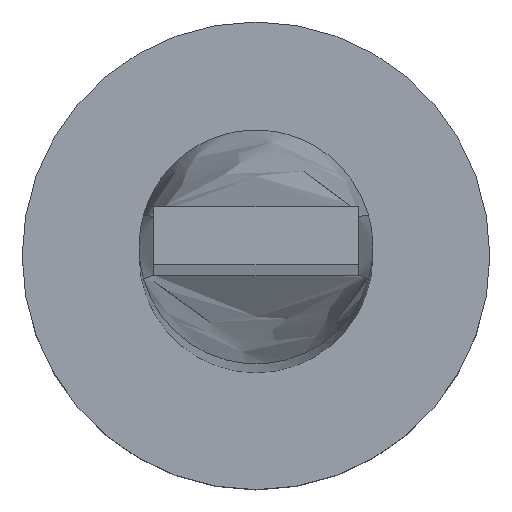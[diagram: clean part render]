
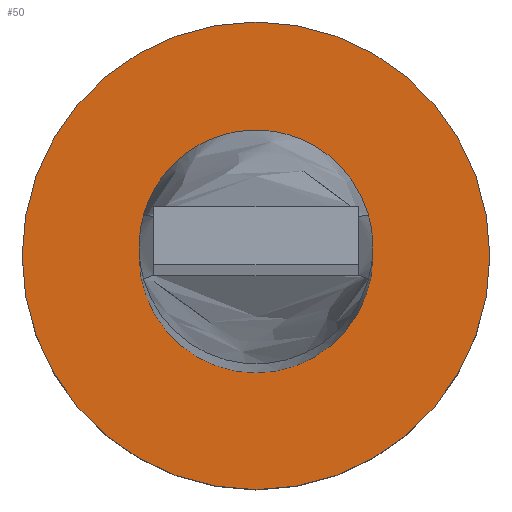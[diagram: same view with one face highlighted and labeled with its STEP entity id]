
A CAD part, top view. The second image highlights one B-rep face of the part: STEP entity #50.
In plain terms, the highlighted planar face has unit normal (0, 0, 1).
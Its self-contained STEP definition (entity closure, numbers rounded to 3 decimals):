
#12 = DIRECTION ( 'NONE',  ( 0., 0., 1. ) ) ;
#41 = ORIENTED_EDGE ( 'NONE', *, *, #71, .T. ) ;
#47 = CARTESIAN_POINT ( 'NONE',  ( -2., 0., 3. ) ) ;
#50 = ADVANCED_FACE ( 'NONE', ( #538, #365 ), #498, .T. ) ;
#66 = DIRECTION ( 'NONE',  ( 1., 0., 0. ) ) ;
#71 = EDGE_CURVE ( 'NONE', #408, #87, #81, .T. ) ;
#81 = CIRCLE ( 'NONE', #563, 4. ) ;
#85 = CIRCLE ( 'NONE', #565, 2. ) ;
#87 = VERTEX_POINT ( 'NONE', #571 ) ;
#110 = CIRCLE ( 'NONE', #491, 4. ) ;
#135 = EDGE_LOOP ( 'NONE', ( #537, #165 ) ) ;
#143 = DIRECTION ( 'NONE',  ( 0., 0., 1. ) ) ;
#159 = ORIENTED_EDGE ( 'NONE', *, *, #559, .T. ) ;
#165 = ORIENTED_EDGE ( 'NONE', *, *, #500, .F. ) ;
#188 = CARTESIAN_POINT ( 'NONE',  ( 0., 0., 3. ) ) ;
#195 = CARTESIAN_POINT ( 'NONE',  ( 0., 0., 3. ) ) ;
#199 = AXIS2_PLACEMENT_3D ( 'NONE', #335, #455, #66 ) ;
#228 = DIRECTION ( 'NONE',  ( 0., 0., 1. ) ) ;
#235 = CARTESIAN_POINT ( 'NONE',  ( -4., 0., 3. ) ) ;
#239 = DIRECTION ( 'NONE',  ( 1., 0., 0. ) ) ;
#269 = VERTEX_POINT ( 'NONE', #47 ) ;
#279 = CARTESIAN_POINT ( 'NONE',  ( 0., 0., 3. ) ) ;
#297 = AXIS2_PLACEMENT_3D ( 'NONE', #407, #12, #366 ) ;
#318 = VERTEX_POINT ( 'NONE', #485 ) ;
#319 = EDGE_LOOP ( 'NONE', ( #41, #159 ) ) ;
#331 = DIRECTION ( 'NONE',  ( 1., 0., 0. ) ) ;
#335 = CARTESIAN_POINT ( 'NONE',  ( 0., 0., 3. ) ) ;
#365 = FACE_OUTER_BOUND ( 'NONE', #319, .T. ) ;
#366 = DIRECTION ( 'NONE',  ( 1., 0., 0. ) ) ;
#393 = EDGE_CURVE ( 'NONE', #269, #318, #440, .T. ) ;
#407 = CARTESIAN_POINT ( 'NONE',  ( 0., 0., 3. ) ) ;
#408 = VERTEX_POINT ( 'NONE', #235 ) ;
#440 = CIRCLE ( 'NONE', #199, 2. ) ;
#455 = DIRECTION ( 'NONE',  ( 0., 0., 1. ) ) ;
#485 = CARTESIAN_POINT ( 'NONE',  ( 2., 0., 3. ) ) ;
#491 = AXIS2_PLACEMENT_3D ( 'NONE', #188, #143, #239 ) ;
#498 = PLANE ( 'NONE',  #297 ) ;
#500 = EDGE_CURVE ( 'NONE', #318, #269, #85, .T. ) ;
#517 = DIRECTION ( 'NONE',  ( 1., 0., 0. ) ) ;
#537 = ORIENTED_EDGE ( 'NONE', *, *, #393, .F. ) ;
#538 = FACE_BOUND ( 'NONE', #135, .T. ) ;
#548 = DIRECTION ( 'NONE',  ( 0., 0., 1. ) ) ;
#559 = EDGE_CURVE ( 'NONE', #87, #408, #110, .T. ) ;
#563 = AXIS2_PLACEMENT_3D ( 'NONE', #279, #228, #517 ) ;
#565 = AXIS2_PLACEMENT_3D ( 'NONE', #195, #548, #331 ) ;
#571 = CARTESIAN_POINT ( 'NONE',  ( 4., 0., 3. ) ) ;
